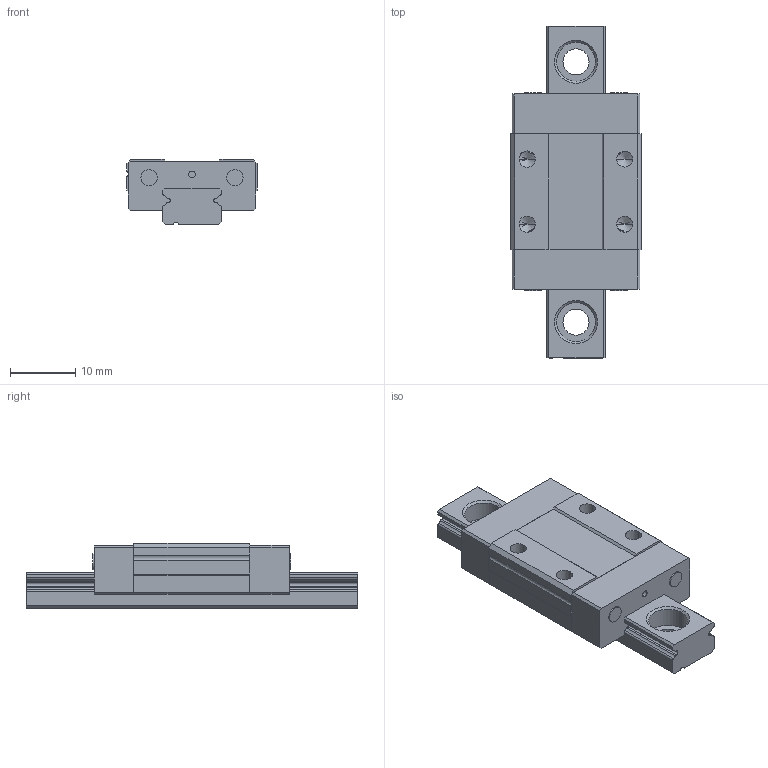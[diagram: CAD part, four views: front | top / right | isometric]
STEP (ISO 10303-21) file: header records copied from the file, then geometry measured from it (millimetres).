
FILE_DESCRIPTION (( 'STEP AP203' ), '1' );
FILE_NAME ('SBM 09.STEP', '2014-11-21T05:38:56', ( 'star' ), ( '' ), 'SwSTEP 2.0', 'SolidWorks 2013', '' );
FILE_SCHEMA (( 'CONFIG_CONTROL_DESIGN' ));
Length unit declared in the file: millimetre
Products named in the file (4): SBM 09_01; SBM 09; SBM 09_02; SBM 09_03
Assembly tree (4 placements, depth 2):
  SBM 09
    SBM 09_01
    SBM 09_02
    SBM 09_03  x2
Bounding box: 20 x 51 x 10 mm (x, y, z)
Volume: 5573.5 mm3; surface area: 4723.9 mm2
Topology: 4 solids, 4 shells, 240 faces, 666 edges, 426 vertices
Faces by surface type: cylinder 107, plane 99, cone 34
Entity records: 6568 total; most frequent: CARTESIAN_POINT 1217, DIRECTION 1054, ORIENTED_EDGE 1028, EDGE_CURVE 514, AXIS2_PLACEMENT_3D 375, VERTEX_POINT 336, LINE 304, VECTOR 304
